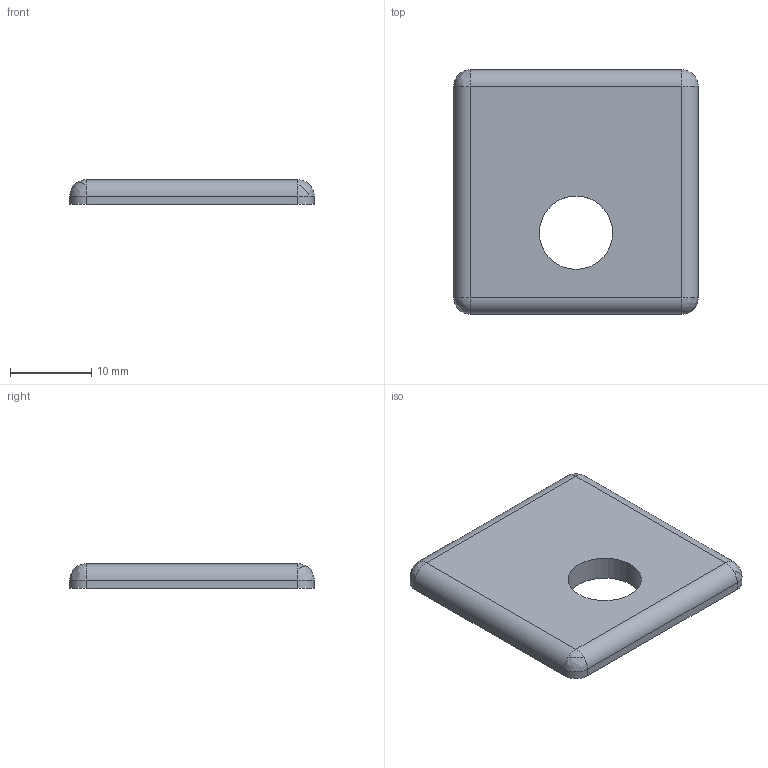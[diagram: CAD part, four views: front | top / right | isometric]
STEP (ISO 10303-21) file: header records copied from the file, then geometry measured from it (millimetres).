
FILE_DESCRIPTION (( 'STEP AP214' ), '1' );
FILE_NAME ('6520020', '2019-02-04T08:08:36', ( '' ), ('JUGARD+KÜNSTNER GmbH'), 'SwSTEP 2.0', 'SolidWorks 2017', '' );
FILE_SCHEMA (( 'AUTOMOTIVE_DESIGN' ));
Length unit declared in the file: millimetre
Products named in the file (1): 6520020_CNAJF00
Bounding box: 30 x 30 x 3 mm (x, y, z)
Volume: 2401.2 mm3; surface area: 1998.6 mm2
Topology: 1 solids, 1 shells, 22 faces, 52 edges, 29 vertices
Faces by surface type: cylinder 10, bspline 6, plane 6
Entity records: 716 total; most frequent: CARTESIAN_POINT 191, DIRECTION 110, ORIENTED_EDGE 98, EDGE_CURVE 49, AXIS2_PLACEMENT_3D 44, VERTEX_POINT 29, CIRCLE 27, EDGE_LOOP 24
